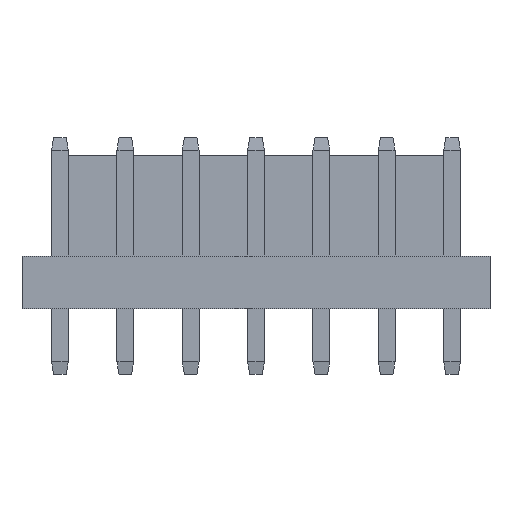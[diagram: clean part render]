
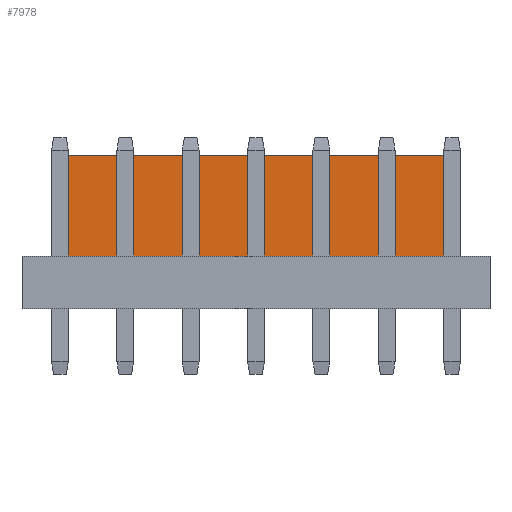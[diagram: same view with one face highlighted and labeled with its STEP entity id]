
A CAD part, front view. The second image highlights one B-rep face of the part: STEP entity #7978.
In plain terms, the highlighted planar face has unit normal (0, -1, 0).
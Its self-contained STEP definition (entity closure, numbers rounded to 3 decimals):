
#1118=ORIENTED_EDGE('',*,*,#2325,.T.);
#1119=ORIENTED_EDGE('',*,*,#2101,.T.);
#1120=ORIENTED_EDGE('',*,*,#2326,.T.);
#1121=ORIENTED_EDGE('',*,*,#2322,.F.);
#2101=EDGE_CURVE('',#2732,#2729,#3406,.T.);
#2322=EDGE_CURVE('',#2969,#2970,#3627,.T.);
#2325=EDGE_CURVE('',#2969,#2732,#3630,.T.);
#2326=EDGE_CURVE('',#2729,#2970,#3631,.T.);
#2729=VERTEX_POINT('',#9640);
#2732=VERTEX_POINT('',#9647);
#2969=VERTEX_POINT('',#10436);
#2970=VERTEX_POINT('',#10437);
#3406=LINE('',#9978,#3933);
#3627=LINE('',#10435,#4154);
#3630=LINE('',#10441,#4157);
#3631=LINE('',#10442,#4158);
#3933=VECTOR('',#8750,1000.);
#4154=VECTOR('',#9219,1000.);
#4157=VECTOR('',#9224,1000.);
#4158=VECTOR('',#9225,1000.);
#4484=EDGE_LOOP('',(#1118,#1119,#1120,#1121));
#4869=FACE_BOUND('',#4484,.T.);
#5233=PLANE('',#8351);
#7978=ADVANCED_FACE('',(#4869),#5233,.T.);
#8351=AXIS2_PLACEMENT_3D('',#10440,#9222,#9223);
#8750=DIRECTION('',(1.,0.,0.));
#9219=DIRECTION('',(1.,0.,0.));
#9222=DIRECTION('',(0.,-1.,0.));
#9223=DIRECTION('',(0.,0.,-1.));
#9224=DIRECTION('',(0.,0.,-1.));
#9225=DIRECTION('',(0.,0.,1.));
#9640=CARTESIAN_POINT('',(12.388,2.032,3.2));
#9647=CARTESIAN_POINT('',(-12.388,2.032,3.2));
#9978=CARTESIAN_POINT('',(-14.178,2.032,3.2));
#10435=CARTESIAN_POINT('',(-12.388,2.032,9.294));
#10436=CARTESIAN_POINT('',(-12.388,2.032,9.294));
#10437=CARTESIAN_POINT('',(12.388,2.032,9.294));
#10440=CARTESIAN_POINT('',(-12.388,2.032,9.294));
#10441=CARTESIAN_POINT('',(-12.388,2.032,9.294));
#10442=CARTESIAN_POINT('',(12.388,2.032,-0.003));
